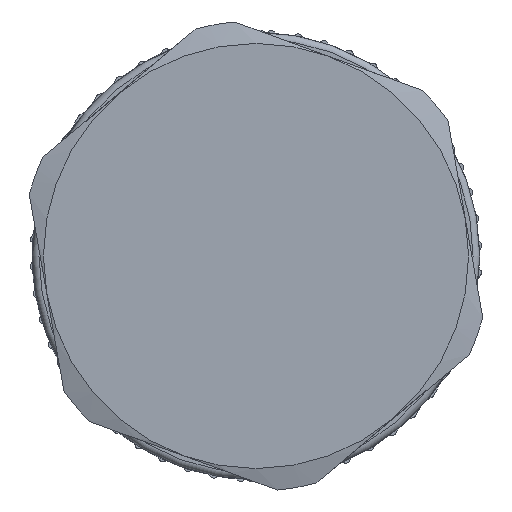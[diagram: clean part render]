
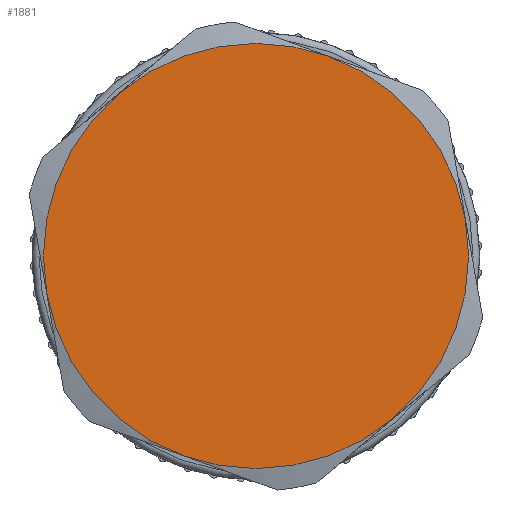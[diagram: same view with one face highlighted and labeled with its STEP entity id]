
A CAD part, left-side view. The second image highlights one B-rep face of the part: STEP entity #1881.
In plain terms, the highlighted planar face has unit normal (-1, 0, 0).
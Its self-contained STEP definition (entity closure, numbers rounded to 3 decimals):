
#557=PLANE('',#14480);
#1881=ADVANCED_FACE('',(#2842),#557,.T.);
#2842=FACE_OUTER_BOUND('',#3614,.T.);
#3614=EDGE_LOOP('',(#7968,#7969,#7970,#7971,#7972,#7973));
#4108=CIRCLE('',#14474,9.5);
#4109=CIRCLE('',#14475,9.5);
#4110=CIRCLE('',#14476,9.5);
#4111=CIRCLE('',#14477,9.5);
#4112=CIRCLE('',#14478,9.5);
#4113=CIRCLE('',#14479,9.5);
#7968=ORIENTED_EDGE('',*,*,#11280,.T.);
#7969=ORIENTED_EDGE('',*,*,#11281,.T.);
#7970=ORIENTED_EDGE('',*,*,#11282,.T.);
#7971=ORIENTED_EDGE('',*,*,#11283,.T.);
#7972=ORIENTED_EDGE('',*,*,#11284,.T.);
#7973=ORIENTED_EDGE('',*,*,#11285,.T.);
#9328=VERTEX_POINT('',#25541);
#9329=VERTEX_POINT('',#25542);
#9330=VERTEX_POINT('',#25544);
#9331=VERTEX_POINT('',#25546);
#9332=VERTEX_POINT('',#25548);
#9333=VERTEX_POINT('',#25550);
#11280=EDGE_CURVE('',#9328,#9329,#4108,.T.);
#11281=EDGE_CURVE('',#9329,#9330,#4109,.T.);
#11282=EDGE_CURVE('',#9330,#9331,#4110,.T.);
#11283=EDGE_CURVE('',#9331,#9332,#4111,.T.);
#11284=EDGE_CURVE('',#9332,#9333,#4112,.T.);
#11285=EDGE_CURVE('',#9333,#9328,#4113,.T.);
#14474=AXIS2_PLACEMENT_3D('',#25540,#17856,#17857);
#14475=AXIS2_PLACEMENT_3D('',#25543,#17858,#17859);
#14476=AXIS2_PLACEMENT_3D('',#25545,#17860,#17861);
#14477=AXIS2_PLACEMENT_3D('',#25547,#17862,#17863);
#14478=AXIS2_PLACEMENT_3D('',#25549,#17864,#17865);
#14479=AXIS2_PLACEMENT_3D('',#25551,#17866,#17867);
#14480=AXIS2_PLACEMENT_3D('',#25552,#17868,#17869);
#17856=DIRECTION('',(-1.,0.,0.));
#17857=DIRECTION('',(0.,-0.94,-0.342));
#17858=DIRECTION('',(-1.,0.,0.));
#17859=DIRECTION('',(0.,-0.94,-0.342));
#17860=DIRECTION('',(-1.,0.,0.));
#17861=DIRECTION('',(0.,-0.94,-0.342));
#17862=DIRECTION('',(-1.,0.,0.));
#17863=DIRECTION('',(0.,-0.94,-0.342));
#17864=DIRECTION('',(-1.,0.,0.));
#17865=DIRECTION('',(0.,-0.94,-0.342));
#17866=DIRECTION('',(-1.,0.,0.));
#17867=DIRECTION('',(0.,-0.94,-0.342));
#17868=DIRECTION('',(-1.,0.,0.));
#17869=DIRECTION('',(0.,0.94,0.342));
#25540=CARTESIAN_POINT('',(-38.,0.,0.));
#25541=CARTESIAN_POINT('',(-38.,9.356,-1.65));
#25542=CARTESIAN_POINT('',(-38.,3.249,-8.927));
#25543=CARTESIAN_POINT('',(-38.,0.,0.));
#25544=CARTESIAN_POINT('',(-38.,-6.106,-7.277));
#25545=CARTESIAN_POINT('',(-38.,0.,0.));
#25546=CARTESIAN_POINT('',(-38.,-9.356,1.65));
#25547=CARTESIAN_POINT('',(-38.,0.,0.));
#25548=CARTESIAN_POINT('',(-38.,-3.249,8.927));
#25549=CARTESIAN_POINT('',(-38.,0.,0.));
#25550=CARTESIAN_POINT('',(-38.,6.106,7.277));
#25551=CARTESIAN_POINT('',(-38.,0.,0.));
#25552=CARTESIAN_POINT('',(-38.,0.,0.));
